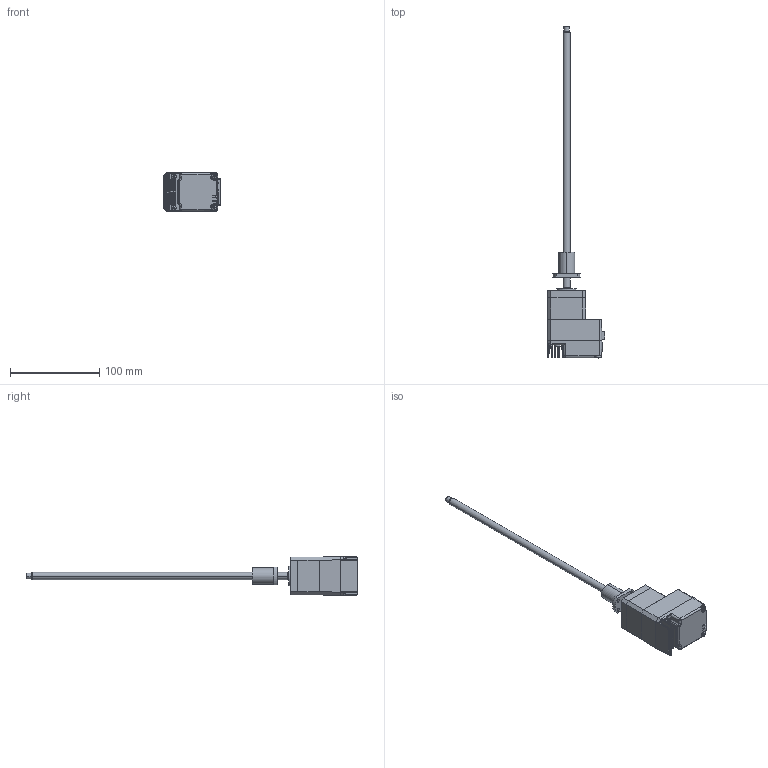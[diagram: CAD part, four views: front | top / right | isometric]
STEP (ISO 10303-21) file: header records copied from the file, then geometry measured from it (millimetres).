
FILE_DESCRIPTION (( 'STEP AP203' ), '1' );
FILE_NAME ('TSM17Q-2RG-B0805-290-FF1-S.STEP', '2021-10-08T05:55:33', ( '' ), ( '' ), 'SwSTEP 2.0', 'SolidWorks 2018', '' );
FILE_SCHEMA (( 'CONFIG_CONTROL_DESIGN' ));
Length unit declared in the file: millimetre
Products named in the file (1): TSM17Q-2RG-B0805-290-FF1-S
Bounding box: 64.11 x 371.37 x 43.53 mm (x, y, z)
Surface area: 38815.1 mm2 (no closed solid volume)
Topology: 0 solids, 21 shells, 352 faces, 1322 edges, 967 vertices
Faces by surface type: plane 180, cylinder 110, bspline 44, cone 10, sphere 8
Entity records: 16223 total; most frequent: CARTESIAN_POINT 5464, DIRECTION 2114, ORIENTED_EDGE 1984, EDGE_CURVE 1318, VERTEX_POINT 967, VECTOR 836, LINE 836, AXIS2_PLACEMENT_3D 639
